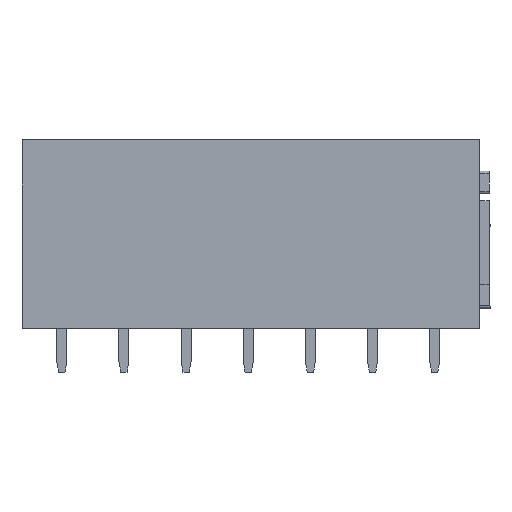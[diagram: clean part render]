
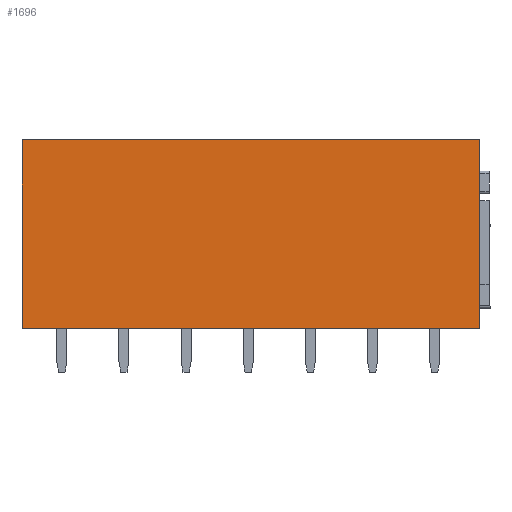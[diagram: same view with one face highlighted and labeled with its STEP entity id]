
A CAD part, front view. The second image highlights one B-rep face of the part: STEP entity #1696.
In plain terms, the highlighted planar face has unit normal (0, -1, 0).
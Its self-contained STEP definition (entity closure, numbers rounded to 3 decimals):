
#1676=AXIS2_PLACEMENT_3D('Plane Axis2P3D',#1673,#1674,#1675) ;
#199=CARTESIAN_POINT('Vertex',(36.8,0.,18.7)) ;
#202=CARTESIAN_POINT('Line Origine',(36.8,0.,11.1)) ;
#206=CARTESIAN_POINT('Vertex',(36.8,0.,3.5)) ;
#887=CARTESIAN_POINT('Vertex',(0.,0.,18.7)) ;
#890=CARTESIAN_POINT('Line Origine',(18.4,0.,18.7)) ;
#1673=CARTESIAN_POINT('Axis2P3D Location',(0.,0.,18.7)) ;
#1678=CARTESIAN_POINT('Line Origine',(0.,0.,11.1)) ;
#1682=CARTESIAN_POINT('Vertex',(0.,0.,3.5)) ;
#1685=CARTESIAN_POINT('Line Origine',(18.4,0.,3.5)) ;
#203=DIRECTION('Vector Direction',(0.,0.,-1.)) ;
#891=DIRECTION('Vector Direction',(1.,0.,0.)) ;
#1674=DIRECTION('Axis2P3D Direction',(0.,-1.,0.)) ;
#1675=DIRECTION('Axis2P3D XDirection',(0.,0.,-1.)) ;
#1679=DIRECTION('Vector Direction',(0.,0.,-1.)) ;
#1686=DIRECTION('Vector Direction',(1.,0.,0.)) ;
#204=VECTOR('Line Direction',#203,1.) ;
#892=VECTOR('Line Direction',#891,1.) ;
#1680=VECTOR('Line Direction',#1679,1.) ;
#1687=VECTOR('Line Direction',#1686,1.) ;
#1691=ORIENTED_EDGE('',*,*,#208,.T.) ;
#1692=ORIENTED_EDGE('',*,*,#894,.F.) ;
#1693=ORIENTED_EDGE('',*,*,#1684,.F.) ;
#1694=ORIENTED_EDGE('',*,*,#1689,.T.) ;
#1696=ADVANCED_FACE('Housing',(#1695),#1677,.T.) ;
#208=EDGE_CURVE('',#207,#200,#205,.F.) ;
#894=EDGE_CURVE('',#888,#200,#893,.T.) ;
#1684=EDGE_CURVE('',#1683,#888,#1681,.F.) ;
#1689=EDGE_CURVE('',#1683,#207,#1688,.T.) ;
#1690=EDGE_LOOP('',(#1691,#1692,#1693,#1694)) ;
#1695=FACE_OUTER_BOUND('',#1690,.T.) ;
#205=LINE('Line',#202,#204) ;
#893=LINE('Line',#890,#892) ;
#1681=LINE('Line',#1678,#1680) ;
#1688=LINE('Line',#1685,#1687) ;
#1677=PLANE('',#1676) ;
#200=VERTEX_POINT('',#199) ;
#207=VERTEX_POINT('',#206) ;
#888=VERTEX_POINT('',#887) ;
#1683=VERTEX_POINT('',#1682) ;
